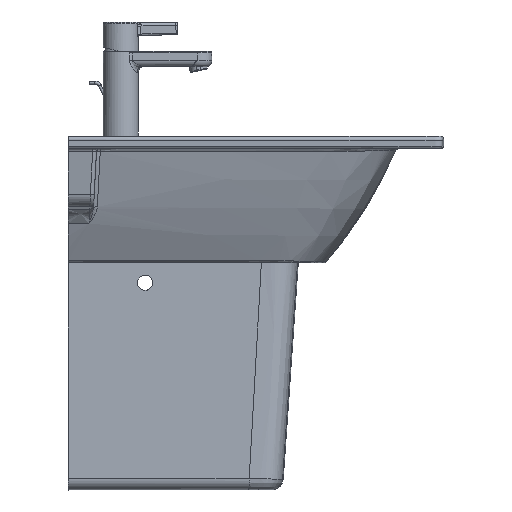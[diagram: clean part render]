
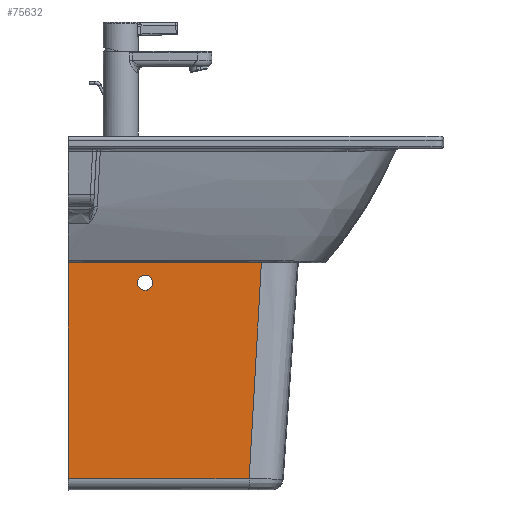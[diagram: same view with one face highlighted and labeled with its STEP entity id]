
A CAD part, front view. The second image highlights one B-rep face of the part: STEP entity #75632.
In plain terms, the highlighted planar face has unit normal (0.037, -0.999, -0.013).
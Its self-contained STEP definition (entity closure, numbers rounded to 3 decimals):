
#70199=CARTESIAN_POINT('',(235.68,-72.625,-285.196));
#70200=VERTEX_POINT('',#70199);
#70267=CARTESIAN_POINT('',(0.,-81.267,-285.196));
#70268=VERTEX_POINT('',#70267);
#70269=CARTESIAN_POINT('',(0.,-81.267,-285.196));
#70270=DIRECTION('',(0.999,0.037,0.));
#70271=VECTOR('',#70270,235.839);
#70272=LINE('',#70269,#70271);
#70273=EDGE_CURVE('',#70268,#70200,#70272,.T.);
#70367=CARTESIAN_POINT('',(251.831,-75.766,0.));
#70368=VERTEX_POINT('',#70367);
#70369=CARTESIAN_POINT('',(251.831,-75.766,0.));
#70370=DIRECTION('',(-0.057,0.011,-0.998));
#70371=VECTOR('',#70370,285.67);
#70372=LINE('',#70369,#70371);
#70373=EDGE_CURVE('',#70368,#70200,#70372,.T.);
#74164=CARTESIAN_POINT('',(0.,-85.,0.));
#74165=VERTEX_POINT('',#74164);
#74166=CARTESIAN_POINT('',(0.0,-81.267,-285.196));
#74167=DIRECTION('',(0.0,-0.013,1.));
#74168=VECTOR('',#74167,285.221);
#74169=LINE('',#74166,#74168);
#74170=EDGE_CURVE('',#70268,#74165,#74169,.T.);
#74196=CARTESIAN_POINT('',(251.831,-75.766,0.0));
#74197=DIRECTION('',(-0.999,-0.037,0.0));
#74198=VECTOR('',#74197,252.);
#74199=LINE('',#74196,#74198);
#74200=EDGE_CURVE('',#70368,#74165,#74199,.T.);
#75610=CARTESIAN_POINT('',(117.142,-78.741,-150.));
#75611=DIRECTION('',(0.037,-0.999,-0.013));
#75612=DIRECTION('',(0.0,0.013,-1.));
#75613=AXIS2_PLACEMENT_3D('',#75610,#75611,#75612);
#75614=PLANE('',#75613);
#75615=ORIENTED_EDGE('',*,*,#74170,.F.);
#75616=ORIENTED_EDGE('',*,*,#70273,.T.);
#75617=ORIENTED_EDGE('',*,*,#70373,.F.);
#75618=ORIENTED_EDGE('',*,*,#74200,.T.);
#75619=EDGE_LOOP('',(#75615,#75616,#75617,#75618));
#75620=FACE_OUTER_BOUND('',#75619,.T.);
#75621=CARTESIAN_POINT('',(90.0,-81.307,-30.0));
#75622=VERTEX_POINT('',#75621);
#75623=CARTESIAN_POINT('',(100.0,-80.94,-30.0));
#75624=DIRECTION('',(-0.037,0.999,0.013));
#75625=DIRECTION('',(-0.941,-0.039,0.336));
#75626=AXIS2_PLACEMENT_3D('',#75623,#75624,#75625);
#75627=ELLIPSE('',#75626,10.008,10.0);
#75628=EDGE_CURVE('',#75622,#75622,#75627,.T.);
#75629=ORIENTED_EDGE('',*,*,#75628,.T.);
#75630=EDGE_LOOP('',(#75629));
#75631=FACE_BOUND('',#75630,.T.);
#75632=ADVANCED_FACE('',(#75620,#75631),#75614,.T.);
